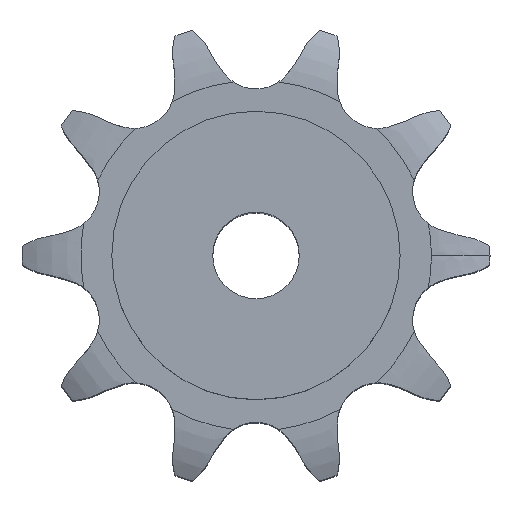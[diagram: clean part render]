
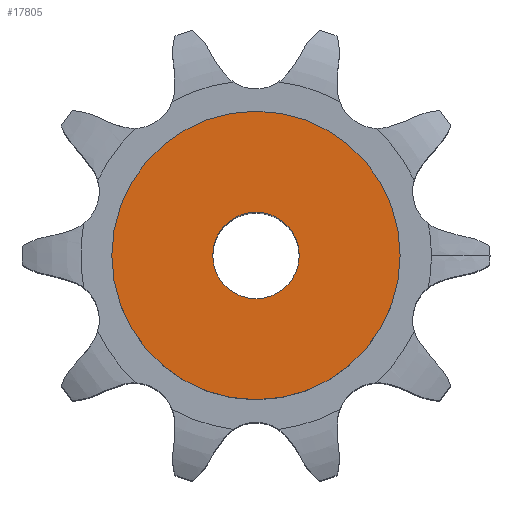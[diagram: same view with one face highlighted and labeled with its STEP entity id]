
A CAD part, top view. The second image highlights one B-rep face of the part: STEP entity #17805.
In plain terms, the highlighted planar face has unit normal (0, 0, 1).
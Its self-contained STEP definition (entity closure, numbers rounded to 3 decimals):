
#9710 = CYLINDRICAL_SURFACE('',#9711,15.);
#9711 = AXIS2_PLACEMENT_3D('',#9712,#9713,#9714);
#9712 = CARTESIAN_POINT('',(0.,0.,321.696));
#9713 = DIRECTION('',(0.,0.,1.));
#9714 = DIRECTION('',(1.,0.,0.));
#12222 = EDGE_CURVE('',#12223,#12223,#12225,.T.);
#12223 = VERTEX_POINT('',#12224);
#12224 = CARTESIAN_POINT('',(15.,0.,180.));
#12225 = SURFACE_CURVE('',#12226,(#12231,#12238),.PCURVE_S1.);
#12226 = CIRCLE('',#12227,15.);
#12227 = AXIS2_PLACEMENT_3D('',#12228,#12229,#12230);
#12228 = CARTESIAN_POINT('',(0.,0.,180.));
#12229 = DIRECTION('',(0.,0.,1.));
#12230 = DIRECTION('',(1.,0.,0.));
#12231 = PCURVE('',#9710,#12232);
#12232 = DEFINITIONAL_REPRESENTATION('',(#12233),#12237);
#12233 = LINE('',#12234,#12235);
#12234 = CARTESIAN_POINT('',(0.,-141.696));
#12235 = VECTOR('',#12236,1.);
#12236 = DIRECTION('',(1.,0.));
#12237 = ( GEOMETRIC_REPRESENTATION_CONTEXT(2) 
PARAMETRIC_REPRESENTATION_CONTEXT() REPRESENTATION_CONTEXT('2D SPACE',''
  ) );
#12238 = PCURVE('',#12239,#12244);
#12239 = PLANE('',#12240);
#12240 = AXIS2_PLACEMENT_3D('',#12241,#12242,#12243);
#12241 = CARTESIAN_POINT('',(0.,0.,180.)
  );
#12242 = DIRECTION('',(0.,0.,1.));
#12243 = DIRECTION('',(1.,0.,0.));
#12244 = DEFINITIONAL_REPRESENTATION('',(#12245),#12249);
#12245 = CIRCLE('',#12246,15.);
#12246 = AXIS2_PLACEMENT_2D('',#12247,#12248);
#12247 = CARTESIAN_POINT('',(0.,0.));
#12248 = DIRECTION('',(1.,0.));
#12249 = ( GEOMETRIC_REPRESENTATION_CONTEXT(2) 
PARAMETRIC_REPRESENTATION_CONTEXT() REPRESENTATION_CONTEXT('2D SPACE',''
  ) );
#17805 = ADVANCED_FACE('',(#17806,#17837),#12239,.T.);
#17806 = FACE_BOUND('',#17807,.T.);
#17807 = EDGE_LOOP('',(#17808));
#17808 = ORIENTED_EDGE('',*,*,#17809,.T.);
#17809 = EDGE_CURVE('',#17810,#17810,#17812,.T.);
#17810 = VERTEX_POINT('',#17811);
#17811 = CARTESIAN_POINT('',(50.,0.,180.));
#17812 = SURFACE_CURVE('',#17813,(#17818,#17825),.PCURVE_S1.);
#17813 = CIRCLE('',#17814,50.);
#17814 = AXIS2_PLACEMENT_3D('',#17815,#17816,#17817);
#17815 = CARTESIAN_POINT('',(0.,0.,180.));
#17816 = DIRECTION('',(0.,0.,1.));
#17817 = DIRECTION('',(1.,0.,0.));
#17818 = PCURVE('',#12239,#17819);
#17819 = DEFINITIONAL_REPRESENTATION('',(#17820),#17824);
#17820 = CIRCLE('',#17821,50.);
#17821 = AXIS2_PLACEMENT_2D('',#17822,#17823);
#17822 = CARTESIAN_POINT('',(0.,0.));
#17823 = DIRECTION('',(1.,0.));
#17824 = ( GEOMETRIC_REPRESENTATION_CONTEXT(2) 
PARAMETRIC_REPRESENTATION_CONTEXT() REPRESENTATION_CONTEXT('2D SPACE',''
  ) );
#17825 = PCURVE('',#17826,#17831);
#17826 = CYLINDRICAL_SURFACE('',#17827,50.);
#17827 = AXIS2_PLACEMENT_3D('',#17828,#17829,#17830);
#17828 = CARTESIAN_POINT('',(0.,0.,0.));
#17829 = DIRECTION('',(-0.,-0.,-1.));
#17830 = DIRECTION('',(1.,0.,0.));
#17831 = DEFINITIONAL_REPRESENTATION('',(#17832),#17836);
#17832 = LINE('',#17833,#17834);
#17833 = CARTESIAN_POINT('',(-0.,-180.));
#17834 = VECTOR('',#17835,1.);
#17835 = DIRECTION('',(-1.,0.));
#17836 = ( GEOMETRIC_REPRESENTATION_CONTEXT(2) 
PARAMETRIC_REPRESENTATION_CONTEXT() REPRESENTATION_CONTEXT('2D SPACE',''
  ) );
#17837 = FACE_BOUND('',#17838,.T.);
#17838 = EDGE_LOOP('',(#17839));
#17839 = ORIENTED_EDGE('',*,*,#12222,.F.);
